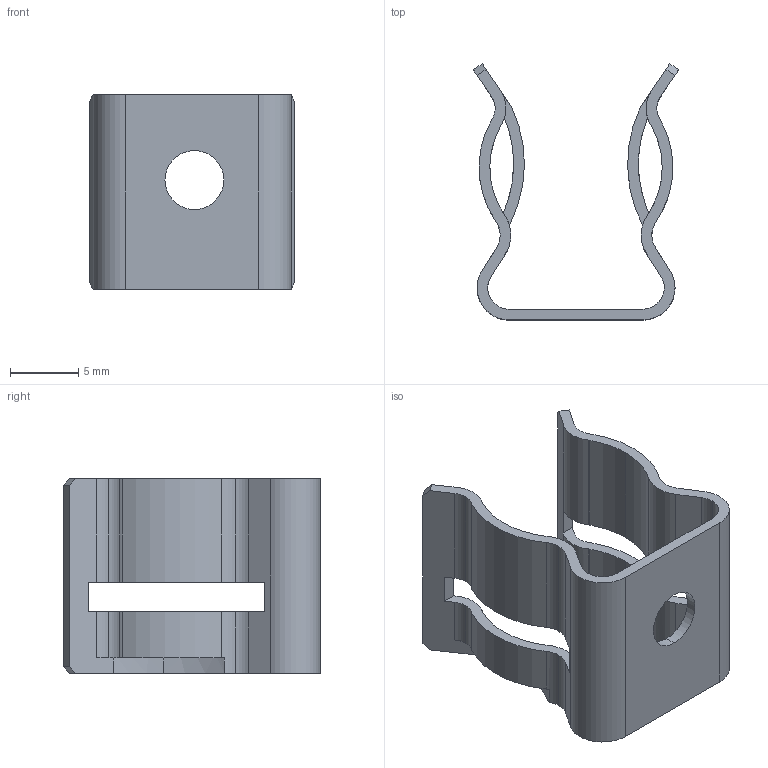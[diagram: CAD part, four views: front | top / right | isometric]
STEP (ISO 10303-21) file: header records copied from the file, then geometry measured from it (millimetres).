
FILE_DESCRIPTION (( 'STEP AP214' ), '1' );
FILE_NAME ('27B0080.STEP', '2014-08-15T17:40:25', ( '' ), ( '' ), 'SwSTEP 2.0', 'SolidWorks 2013', '' );
FILE_SCHEMA (( 'AUTOMOTIVE_DESIGN' ));
Length unit declared in the file: inch
Products named in the file (1): 27B0080
Bounding box: 15.06 x 18.8 x 14.3 mm (x, y, z)
Volume: 518.4 mm3; surface area: 1508.2 mm2
Topology: 1 solids, 1 shells, 88 faces, 278 edges, 184 vertices
Faces by surface type: cylinder 58, plane 30
Entity records: 4342 total; most frequent: DIRECTION 584, ORIENTED_EDGE 556, CARTESIAN_POINT 551, EDGE_CURVE 278, AXIS2_PLACEMENT_3D 217, VERTEX_POINT 184, LINE 150, VECTOR 150
